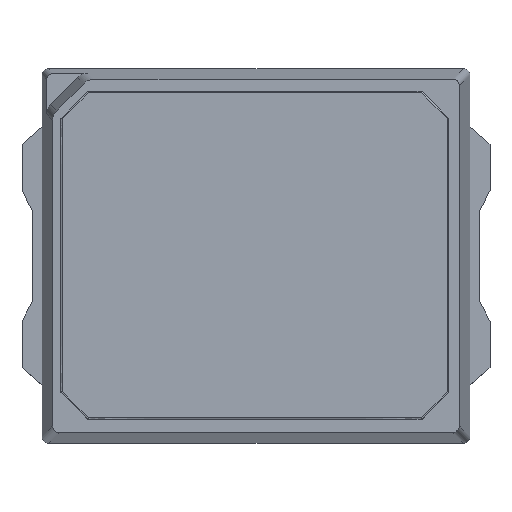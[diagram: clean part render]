
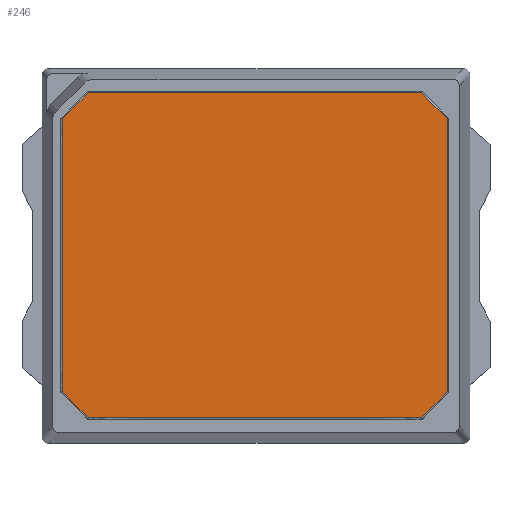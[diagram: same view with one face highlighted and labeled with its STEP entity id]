
A CAD part, top view. The second image highlights one B-rep face of the part: STEP entity #246.
In plain terms, the highlighted planar face has unit normal (0, 0, 1).
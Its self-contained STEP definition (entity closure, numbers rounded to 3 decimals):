
#85=B_SPLINE_CURVE_WITH_KNOTS('',3,(#3548,#3549,#3550,#3551),
 .UNSPECIFIED.,.F.,.F.,(4,4),(0.,1.),.UNSPECIFIED.);
#86=B_SPLINE_CURVE_WITH_KNOTS('',3,(#3554,#3555,#3556,#3557),
 .UNSPECIFIED.,.F.,.F.,(4,4),(0.,1.),.UNSPECIFIED.);
#87=B_SPLINE_CURVE_WITH_KNOTS('',3,(#3559,#3560,#3561,#3562),
 .UNSPECIFIED.,.F.,.F.,(4,4),(0.,1.),.UNSPECIFIED.);
#88=B_SPLINE_CURVE_WITH_KNOTS('',3,(#3564,#3565,#3566,#3567),
 .UNSPECIFIED.,.F.,.F.,(4,4),(0.,1.),.UNSPECIFIED.);
#89=B_SPLINE_CURVE_WITH_KNOTS('',3,(#3569,#3570,#3571,#3572),
 .UNSPECIFIED.,.F.,.F.,(4,4),(0.,1.),.UNSPECIFIED.);
#90=B_SPLINE_CURVE_WITH_KNOTS('',3,(#3574,#3575,#3576,#3577),
 .UNSPECIFIED.,.F.,.F.,(4,4),(0.,1.),.UNSPECIFIED.);
#91=B_SPLINE_CURVE_WITH_KNOTS('',3,(#3579,#3580,#3581,#3582),
 .UNSPECIFIED.,.F.,.F.,(4,4),(0.,1.),.UNSPECIFIED.);
#92=B_SPLINE_CURVE_WITH_KNOTS('',3,(#3584,#3585,#3586,#3587),
 .UNSPECIFIED.,.F.,.F.,(4,4),(0.,1.),.UNSPECIFIED.);
#246=ADVANCED_FACE('',(#473),#359,.T.);
#359=PLANE('',#2515);
#473=FACE_OUTER_BOUND('',#597,.T.);
#597=EDGE_LOOP('',(#1023,#1024,#1025,#1026,#1027,#1028,#1029,#1030));
#1023=ORIENTED_EDGE('',*,*,#1721,.T.);
#1024=ORIENTED_EDGE('',*,*,#1722,.T.);
#1025=ORIENTED_EDGE('',*,*,#1723,.T.);
#1026=ORIENTED_EDGE('',*,*,#1724,.T.);
#1027=ORIENTED_EDGE('',*,*,#1725,.T.);
#1028=ORIENTED_EDGE('',*,*,#1726,.T.);
#1029=ORIENTED_EDGE('',*,*,#1727,.T.);
#1030=ORIENTED_EDGE('',*,*,#1728,.T.);
#1439=VERTEX_POINT('',#3552);
#1440=VERTEX_POINT('',#3553);
#1441=VERTEX_POINT('',#3558);
#1442=VERTEX_POINT('',#3563);
#1443=VERTEX_POINT('',#3568);
#1444=VERTEX_POINT('',#3573);
#1445=VERTEX_POINT('',#3578);
#1446=VERTEX_POINT('',#3583);
#1721=EDGE_CURVE('',#1439,#1440,#85,.T.);
#1722=EDGE_CURVE('',#1440,#1441,#86,.T.);
#1723=EDGE_CURVE('',#1441,#1442,#87,.T.);
#1724=EDGE_CURVE('',#1442,#1443,#88,.T.);
#1725=EDGE_CURVE('',#1443,#1444,#89,.T.);
#1726=EDGE_CURVE('',#1444,#1445,#90,.T.);
#1727=EDGE_CURVE('',#1445,#1446,#91,.T.);
#1728=EDGE_CURVE('',#1446,#1439,#92,.T.);
#2515=AXIS2_PLACEMENT_3D('',#3588,#2914,#2915);
#2914=DIRECTION('',(0.,0.,1.));
#2915=DIRECTION('',(1.,0.,0.));
#3548=CARTESIAN_POINT('',(1.246,1.215,0.11));
#3549=CARTESIAN_POINT('',(0.415,1.215,0.11));
#3550=CARTESIAN_POINT('',(-0.415,1.215,0.11));
#3551=CARTESIAN_POINT('',(-1.246,1.215,0.11));
#3552=CARTESIAN_POINT('',(1.246,1.215,0.11));
#3553=CARTESIAN_POINT('',(-1.246,1.215,0.11));
#3554=CARTESIAN_POINT('',(-1.246,1.215,0.11));
#3555=CARTESIAN_POINT('',(-1.311,1.15,0.11));
#3556=CARTESIAN_POINT('',(-1.375,1.086,0.11));
#3557=CARTESIAN_POINT('',(-1.44,1.021,0.11));
#3558=CARTESIAN_POINT('',(-1.44,1.021,0.11));
#3559=CARTESIAN_POINT('',(-1.44,1.021,0.11));
#3560=CARTESIAN_POINT('',(-1.44,0.34,0.11));
#3561=CARTESIAN_POINT('',(-1.44,-0.34,0.11));
#3562=CARTESIAN_POINT('',(-1.44,-1.021,0.11));
#3563=CARTESIAN_POINT('',(-1.44,-1.021,0.11));
#3564=CARTESIAN_POINT('',(-1.44,-1.021,0.11));
#3565=CARTESIAN_POINT('',(-1.375,-1.086,0.11));
#3566=CARTESIAN_POINT('',(-1.311,-1.15,0.11));
#3567=CARTESIAN_POINT('',(-1.246,-1.215,0.11));
#3568=CARTESIAN_POINT('',(-1.246,-1.215,0.11));
#3569=CARTESIAN_POINT('',(-1.246,-1.215,0.11));
#3570=CARTESIAN_POINT('',(-0.415,-1.215,0.11));
#3571=CARTESIAN_POINT('',(0.415,-1.215,0.11));
#3572=CARTESIAN_POINT('',(1.246,-1.215,0.11));
#3573=CARTESIAN_POINT('',(1.246,-1.215,0.11));
#3574=CARTESIAN_POINT('',(1.246,-1.215,0.11));
#3575=CARTESIAN_POINT('',(1.311,-1.15,0.11));
#3576=CARTESIAN_POINT('',(1.375,-1.086,0.11));
#3577=CARTESIAN_POINT('',(1.44,-1.021,0.11));
#3578=CARTESIAN_POINT('',(1.44,-1.021,0.11));
#3579=CARTESIAN_POINT('',(1.44,-1.021,0.11));
#3580=CARTESIAN_POINT('',(1.44,-0.34,0.11));
#3581=CARTESIAN_POINT('',(1.44,0.34,0.11));
#3582=CARTESIAN_POINT('',(1.44,1.021,0.11));
#3583=CARTESIAN_POINT('',(1.44,1.021,0.11));
#3584=CARTESIAN_POINT('',(1.44,1.021,0.11));
#3585=CARTESIAN_POINT('',(1.375,1.086,0.11));
#3586=CARTESIAN_POINT('',(1.311,1.15,0.11));
#3587=CARTESIAN_POINT('',(1.246,1.215,0.11));
#3588=CARTESIAN_POINT('',(0.,0.,0.11));
